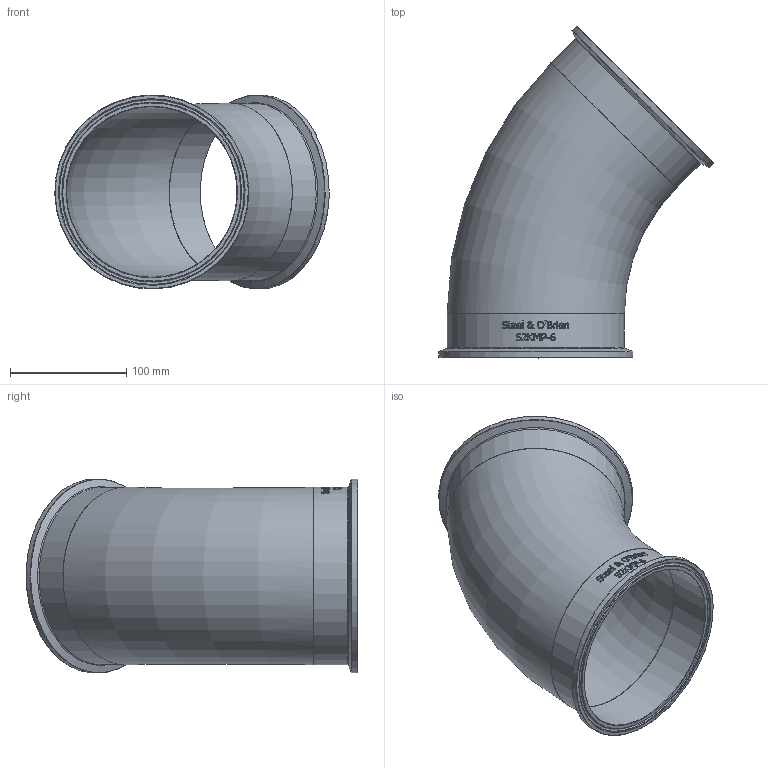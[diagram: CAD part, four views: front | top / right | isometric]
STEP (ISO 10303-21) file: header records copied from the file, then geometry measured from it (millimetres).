
FILE_DESCRIPTION(/* description */ (''),/* implementation_level */ '2;1');
FILE_NAME(/* name */ 'S2KMP-6.stp',/* time_stamp */ '2018-11-27T13:36:23-05:00',/* author */ ('ken'),/* organization */ (''),/* preprocessor_version */ 'ST-DEVELOPER v15.2',/* originating_system */ 'Autodesk Inventor 2014',/* authorisation */ '');
FILE_SCHEMA (('AUTOMOTIVE_DESIGN { 1 0 10303 214 3 1 1 }'));
Length unit declared in the file: inch
Products named in the file (1): S2KMP-6
Bounding box: 235.97 x 285.36 x 166.81 mm (x, y, z)
Volume: 379448 mm3; surface area: 257436.9 mm2
Topology: 1 solids, 1 shells, 373 faces, 978 edges, 644 vertices
Faces by surface type: bspline 173, plane 137, cylinder 37, torus 20, cone 6
Full cylindrical faces by diameter (mm): 146.863 x2, 152.4 x2, 166.878 x2
Entity records: 14348 total; most frequent: CARTESIAN_POINT 6183, ORIENTED_EDGE 1892, DIRECTION 1194, EDGE_CURVE 946, VERTEX_POINT 644, EDGE_LOOP 444, LINE 408, VECTOR 408
